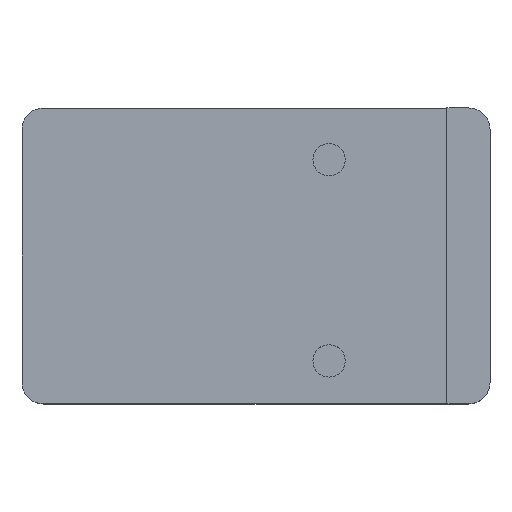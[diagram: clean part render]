
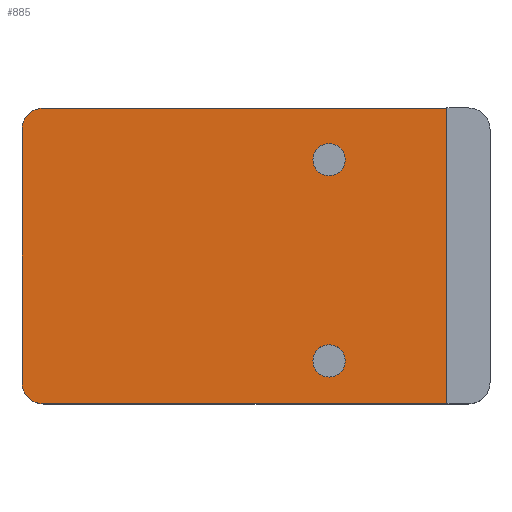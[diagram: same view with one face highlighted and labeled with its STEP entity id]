
A CAD part, top view. The second image highlights one B-rep face of the part: STEP entity #885.
In plain terms, the highlighted planar face has unit normal (0, 0, 1).
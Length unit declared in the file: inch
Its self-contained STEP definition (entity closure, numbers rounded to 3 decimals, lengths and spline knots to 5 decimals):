
#63=LINE('',#1329,#113);
#70=LINE('',#1347,#120);
#71=LINE('',#1351,#121);
#72=LINE('',#1354,#122);
#113=VECTOR('',#1069,1.71875);
#120=VECTOR('',#1084,2.34375);
#121=VECTOR('',#1087,1.46875);
#122=VECTOR('',#1090,2.34375);
#167=PLANE('',#955);
#181=FACE_BOUND('',#256,.T.);
#182=FACE_BOUND('',#257,.T.);
#191=FACE_OUTER_BOUND('',#255,.T.);
#255=EDGE_LOOP('',(#605,#606,#607,#608,#609,#610));
#256=EDGE_LOOP('',(#611));
#257=EDGE_LOOP('',(#612));
#315=CIRCLE('',#944,0.09375);
#317=CIRCLE('',#948,0.09375);
#321=CIRCLE('',#956,0.125);
#322=CIRCLE('',#957,0.125);
#375=VERTEX_POINT('',#1315);
#377=VERTEX_POINT('',#1321);
#379=VERTEX_POINT('',#1327);
#380=VERTEX_POINT('',#1328);
#387=VERTEX_POINT('',#1346);
#388=VERTEX_POINT('',#1348);
#389=VERTEX_POINT('',#1350);
#390=VERTEX_POINT('',#1352);
#455=EDGE_CURVE('',#375,#375,#315,.T.);
#457=EDGE_CURVE('',#377,#377,#317,.T.);
#459=EDGE_CURVE('',#379,#380,#63,.T.);
#468=EDGE_CURVE('',#380,#387,#70,.T.);
#469=EDGE_CURVE('',#388,#387,#321,.T.);
#470=EDGE_CURVE('',#388,#389,#71,.T.);
#471=EDGE_CURVE('',#390,#389,#322,.T.);
#472=EDGE_CURVE('',#390,#379,#72,.T.);
#605=ORIENTED_EDGE('',*,*,#459,.T.);
#606=ORIENTED_EDGE('',*,*,#468,.T.);
#607=ORIENTED_EDGE('',*,*,#469,.F.);
#608=ORIENTED_EDGE('',*,*,#470,.T.);
#609=ORIENTED_EDGE('',*,*,#471,.F.);
#610=ORIENTED_EDGE('',*,*,#472,.T.);
#611=ORIENTED_EDGE('',*,*,#455,.T.);
#612=ORIENTED_EDGE('',*,*,#457,.T.);
#885=ADVANCED_FACE('',(#191,#181,#182),#167,.T.);
#944=AXIS2_PLACEMENT_3D('',#1316,#1053,#1054);
#948=AXIS2_PLACEMENT_3D('',#1322,#1061,#1062);
#955=AXIS2_PLACEMENT_3D('',#1345,#1082,#1083);
#956=AXIS2_PLACEMENT_3D('',#1349,#1085,#1086);
#957=AXIS2_PLACEMENT_3D('',#1353,#1088,#1089);
#1053=DIRECTION('center_axis',(0.,0.,-1.));
#1054=DIRECTION('ref_axis',(1.,0.,0.));
#1061=DIRECTION('center_axis',(0.,0.,-1.));
#1062=DIRECTION('ref_axis',(1.,0.,0.));
#1069=DIRECTION('',(0.,1.,0.));
#1082=DIRECTION('center_axis',(0.,0.,1.));
#1083=DIRECTION('ref_axis',(1.,0.,0.));
#1084=DIRECTION('',(-1.,0.,0.));
#1085=DIRECTION('center_axis',(0.,0.,-1.));
#1086=DIRECTION('ref_axis',(-0.707,0.707,0.));
#1087=DIRECTION('',(0.,-1.,0.));
#1088=DIRECTION('center_axis',(0.,0.,-1.));
#1089=DIRECTION('ref_axis',(-0.707,-0.707,0.));
#1090=DIRECTION('',(1.,0.,0.));
#1315=CARTESIAN_POINT('',(1.8775,0.24975,0.25));
#1316=CARTESIAN_POINT('Origin',(1.78375,0.24975,0.25));
#1321=CARTESIAN_POINT('',(1.8775,1.41875,0.25));
#1322=CARTESIAN_POINT('Origin',(1.78375,1.41875,0.25));
#1327=CARTESIAN_POINT('',(2.46875,0.,0.25));
#1328=CARTESIAN_POINT('',(2.46875,1.71875,0.25));
#1329=CARTESIAN_POINT('',(2.46875,1.28906,0.25));
#1345=CARTESIAN_POINT('Origin',(1.35938,0.85938,0.25));
#1346=CARTESIAN_POINT('',(0.125,1.71875,0.25));
#1347=CARTESIAN_POINT('',(2.71875,1.71875,0.25));
#1348=CARTESIAN_POINT('',(0.,1.59375,0.25));
#1349=CARTESIAN_POINT('Origin',(0.125,1.59375,0.25));
#1350=CARTESIAN_POINT('',(0.,0.125,0.25));
#1351=CARTESIAN_POINT('',(0.,1.71875,0.25));
#1352=CARTESIAN_POINT('',(0.125,0.,0.25));
#1353=CARTESIAN_POINT('Origin',(0.125,0.125,0.25));
#1354=CARTESIAN_POINT('',(0.,0.,0.25));
